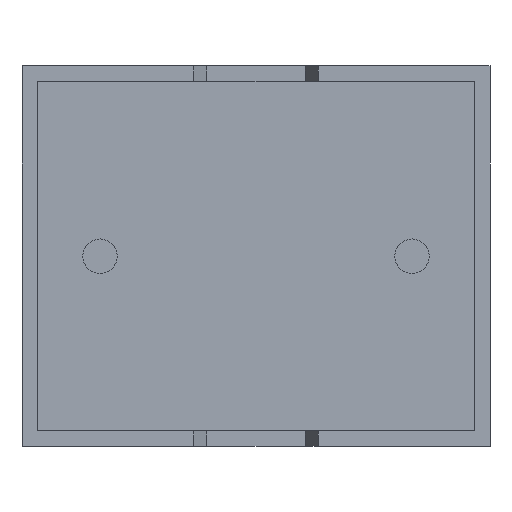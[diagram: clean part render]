
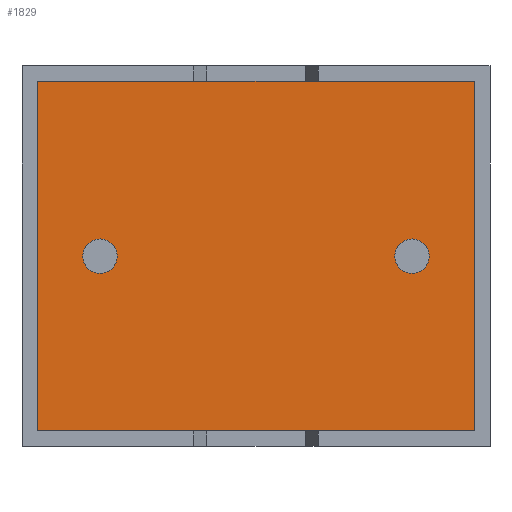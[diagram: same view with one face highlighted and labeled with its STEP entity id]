
A CAD part, front view. The second image highlights one B-rep face of the part: STEP entity #1829.
In plain terms, the highlighted planar face has unit normal (0, -1, 0).
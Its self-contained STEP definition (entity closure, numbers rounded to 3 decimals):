
#14 = DIRECTION ( 'NONE',  ( 0., -1., 0. ) ) ;
#93 = EDGE_CURVE ( 'NONE', #2529, #1675, #2230, .T. ) ;
#130 = FACE_BOUND ( 'NONE', #1919, .T. ) ;
#151 = EDGE_CURVE ( 'NONE', #1484, #500, #631, .T. ) ;
#154 = CIRCLE ( 'NONE', #1647, 0.275 ) ;
#261 = EDGE_CURVE ( 'NONE', #956, #1484, #911, .T. ) ;
#339 = ORIENTED_EDGE ( 'NONE', *, *, #1295, .F. ) ;
#450 = EDGE_LOOP ( 'NONE', ( #2320, #2564 ) ) ;
#457 = DIRECTION ( 'NONE',  ( 0., 0., -1. ) ) ;
#468 = EDGE_CURVE ( 'NONE', #500, #3053, #2481, .T. ) ;
#472 = DIRECTION ( 'NONE',  ( 0., -1., 0. ) ) ;
#500 = VERTEX_POINT ( 'NONE', #1353 ) ;
#517 = CARTESIAN_POINT ( 'NONE',  ( 1.25, 0.75, 3.05 ) ) ;
#631 = LINE ( 'NONE', #932, #2553 ) ;
#662 = CARTESIAN_POINT ( 'NONE',  ( 0.25, 0.75, 0.25 ) ) ;
#677 = VERTEX_POINT ( 'NONE', #1434 ) ;
#722 = CARTESIAN_POINT ( 'NONE',  ( 1.25, 0.75, 3.05 ) ) ;
#825 = FACE_OUTER_BOUND ( 'NONE', #2264, .T. ) ;
#833 = ORIENTED_EDGE ( 'NONE', *, *, #151, .T. ) ;
#838 = CARTESIAN_POINT ( 'NONE',  ( 0.25, 0.75, 5.85 ) ) ;
#911 = LINE ( 'NONE', #2156, #2748 ) ;
#930 = DIRECTION ( 'NONE',  ( 0., -1., 0. ) ) ;
#932 = CARTESIAN_POINT ( 'NONE',  ( 7.25, 0.75, 5.85 ) ) ;
#956 = VERTEX_POINT ( 'NONE', #2731 ) ;
#994 = LINE ( 'NONE', #1834, #2967 ) ;
#1001 = CARTESIAN_POINT ( 'NONE',  ( 6.25, 0.75, 3.05 ) ) ;
#1020 = DIRECTION ( 'NONE',  ( 0., 0., 1. ) ) ;
#1235 = CARTESIAN_POINT ( 'NONE',  ( 0., 0.75, 0. ) ) ;
#1286 = EDGE_CURVE ( 'NONE', #1603, #677, #2321, .T. ) ;
#1295 = EDGE_CURVE ( 'NONE', #677, #1603, #2396, .T. ) ;
#1353 = CARTESIAN_POINT ( 'NONE',  ( 0.25, 0.75, 5.85 ) ) ;
#1434 = CARTESIAN_POINT ( 'NONE',  ( 1.25, 0.75, 3.325 ) ) ;
#1454 = AXIS2_PLACEMENT_3D ( 'NONE', #517, #2184, #2424 ) ;
#1467 = DIRECTION ( 'NONE',  ( 0., 0., -1. ) ) ;
#1484 = VERTEX_POINT ( 'NONE', #2762 ) ;
#1485 = ORIENTED_EDGE ( 'NONE', *, *, #468, .T. ) ;
#1583 = DIRECTION ( 'NONE',  ( 0., 0., -1. ) ) ;
#1589 = ORIENTED_EDGE ( 'NONE', *, *, #261, .T. ) ;
#1603 = VERTEX_POINT ( 'NONE', #2961 ) ;
#1631 = CARTESIAN_POINT ( 'NONE',  ( 6.25, 0.75, 3.325 ) ) ;
#1647 = AXIS2_PLACEMENT_3D ( 'NONE', #1001, #930, #1467 ) ;
#1675 = VERTEX_POINT ( 'NONE', #1631 ) ;
#1829 = ADVANCED_FACE ( 'NONE', ( #2306, #825, #130 ), #1944, .T. ) ;
#1834 = CARTESIAN_POINT ( 'NONE',  ( 0.25, 0.75, 0.25 ) ) ;
#1919 = EDGE_LOOP ( 'NONE', ( #339, #2660 ) ) ;
#1944 = PLANE ( 'NONE',  #2711 ) ;
#2026 = AXIS2_PLACEMENT_3D ( 'NONE', #2836, #472, #457 ) ;
#2156 = CARTESIAN_POINT ( 'NONE',  ( 7.25, 0.75, 0.25 ) ) ;
#2169 = DIRECTION ( 'NONE',  ( 0., 0., -1. ) ) ;
#2184 = DIRECTION ( 'NONE',  ( 0., -1., 0. ) ) ;
#2230 = CIRCLE ( 'NONE', #2026, 0.275 ) ;
#2264 = EDGE_LOOP ( 'NONE', ( #1485, #2453, #1589, #833 ) ) ;
#2306 = FACE_BOUND ( 'NONE', #450, .T. ) ;
#2320 = ORIENTED_EDGE ( 'NONE', *, *, #3045, .F. ) ;
#2321 = CIRCLE ( 'NONE', #1454, 0.275 ) ;
#2383 = DIRECTION ( 'NONE',  ( 0., -1., 0. ) ) ;
#2396 = CIRCLE ( 'NONE', #2530, 0.275 ) ;
#2424 = DIRECTION ( 'NONE',  ( 0., 0., -1. ) ) ;
#2446 = CARTESIAN_POINT ( 'NONE',  ( 6.25, 0.75, 2.775 ) ) ;
#2453 = ORIENTED_EDGE ( 'NONE', *, *, #2610, .T. ) ;
#2481 = LINE ( 'NONE', #838, #2659 ) ;
#2529 = VERTEX_POINT ( 'NONE', #2446 ) ;
#2530 = AXIS2_PLACEMENT_3D ( 'NONE', #722, #2383, #2845 ) ;
#2553 = VECTOR ( 'NONE', #2572, 1000. ) ;
#2564 = ORIENTED_EDGE ( 'NONE', *, *, #93, .F. ) ;
#2572 = DIRECTION ( 'NONE',  ( -1., 0., 0. ) ) ;
#2610 = EDGE_CURVE ( 'NONE', #3053, #956, #994, .T. ) ;
#2659 = VECTOR ( 'NONE', #1583, 1000. ) ;
#2660 = ORIENTED_EDGE ( 'NONE', *, *, #1286, .F. ) ;
#2711 = AXIS2_PLACEMENT_3D ( 'NONE', #1235, #14, #2169 ) ;
#2731 = CARTESIAN_POINT ( 'NONE',  ( 7.25, 0.75, 0.25 ) ) ;
#2748 = VECTOR ( 'NONE', #1020, 1000. ) ;
#2762 = CARTESIAN_POINT ( 'NONE',  ( 7.25, 0.75, 5.85 ) ) ;
#2770 = DIRECTION ( 'NONE',  ( 1., 0., 0. ) ) ;
#2836 = CARTESIAN_POINT ( 'NONE',  ( 6.25, 0.75, 3.05 ) ) ;
#2845 = DIRECTION ( 'NONE',  ( 0., 0., -1. ) ) ;
#2961 = CARTESIAN_POINT ( 'NONE',  ( 1.25, 0.75, 2.775 ) ) ;
#2967 = VECTOR ( 'NONE', #2770, 1000. ) ;
#3045 = EDGE_CURVE ( 'NONE', #1675, #2529, #154, .T. ) ;
#3053 = VERTEX_POINT ( 'NONE', #662 ) ;
